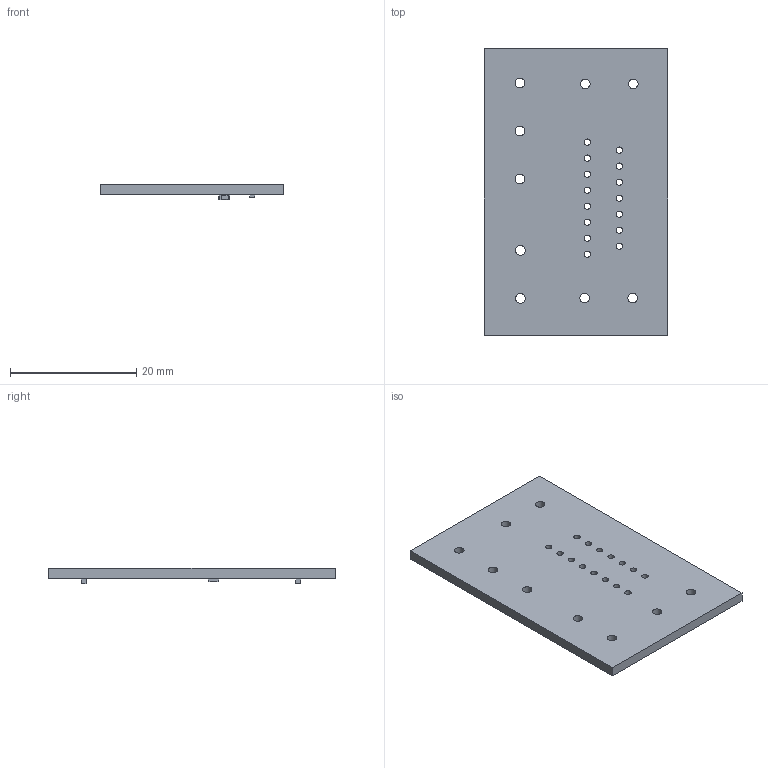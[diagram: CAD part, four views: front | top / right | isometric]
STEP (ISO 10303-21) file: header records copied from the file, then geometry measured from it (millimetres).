
FILE_DESCRIPTION(('KiCad electronic assembly'),'2;1');
FILE_NAME('l298n.step','2024-04-29T21:41:11',('Pcbnew'),('Kicad'), 'Open CASCADE STEP processor 7.7','KiCad to STEP converter','Unknown' );
FILE_SCHEMA(('AUTOMOTIVE_DESIGN { 1 0 10303 214 1 1 1 1 }'));
Length unit declared in the file: millimetre
Products named in the file (6): l298n 1; C_0603_1608Metric; SOLID; R_0603_1608Metric; l298n PCB
Assembly tree (6 placements, depth 3):
  l298n 1
    C_0603_1608Metric  x2
      SOLID
    R_0603_1608Metric
      SOLID
    l298n PCB
Bounding box: 29.05 x 45.44 x 2.45 mm (x, y, z)
Volume: 2069.3 mm3; surface area: 2983.6 mm2
Topology: 4 solids, 4 shells, 112 faces, 296 edges, 196 vertices
Faces by surface type: plane 56, cylinder 56
Full cylindrical faces by diameter (mm): 1 x15, 1.524 x9
Entity records: 6365 total; most frequent: CARTESIAN_POINT 1319, DIRECTION 874, LINE 496, VECTOR 496, ORIENTED_EDGE 448, PCURVE 448, DEFINITIONAL_REPRESENTATION 448, EDGE_CURVE 224
